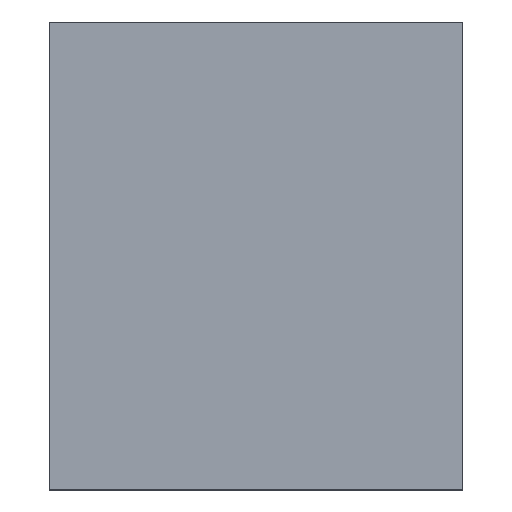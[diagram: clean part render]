
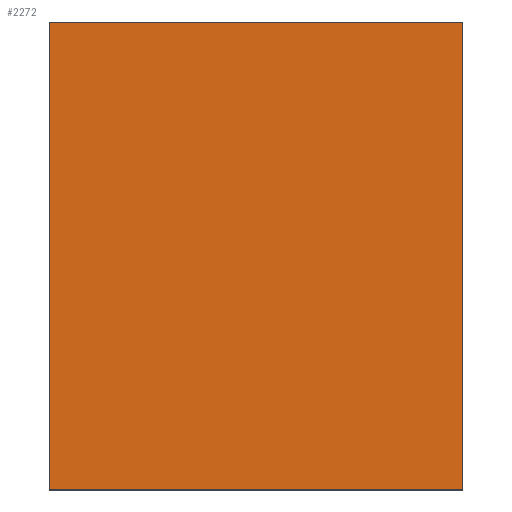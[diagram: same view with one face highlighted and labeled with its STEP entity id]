
A CAD part, top view. The second image highlights one B-rep face of the part: STEP entity #2272.
In plain terms, the highlighted planar face has unit normal (0, 0, 1).
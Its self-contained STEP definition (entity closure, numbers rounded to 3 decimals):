
#1958 = VERTEX_POINT('',#1959);
#1959 = CARTESIAN_POINT('',(-5.65,6.4,0.55));
#1966 = PLANE('',#1967);
#1967 = AXIS2_PLACEMENT_3D('',#1968,#1969,#1970);
#1968 = CARTESIAN_POINT('',(-5.65,6.4,0.05));
#1969 = DIRECTION('',(0.,1.,0.));
#1970 = DIRECTION('',(1.,0.,0.));
#1978 = PLANE('',#1979);
#1979 = AXIS2_PLACEMENT_3D('',#1980,#1981,#1982);
#1980 = CARTESIAN_POINT('',(-5.65,-6.4,0.05));
#1981 = DIRECTION('',(-1.,0.,0.));
#1982 = DIRECTION('',(0.,1.,0.));
#1990 = EDGE_CURVE('',#1958,#1991,#1993,.T.);
#1991 = VERTEX_POINT('',#1992);
#1992 = CARTESIAN_POINT('',(5.65,6.4,0.55));
#1993 = SURFACE_CURVE('',#1994,(#1998,#2005),.PCURVE_S1.);
#1994 = LINE('',#1995,#1996);
#1995 = CARTESIAN_POINT('',(-5.65,6.4,0.55));
#1996 = VECTOR('',#1997,1.);
#1997 = DIRECTION('',(1.,0.,0.));
#1998 = PCURVE('',#1966,#1999);
#1999 = DEFINITIONAL_REPRESENTATION('',(#2000),#2004);
#2000 = LINE('',#2001,#2002);
#2001 = CARTESIAN_POINT('',(0.,-0.5));
#2002 = VECTOR('',#2003,1.);
#2003 = DIRECTION('',(1.,0.));
#2004 = ( GEOMETRIC_REPRESENTATION_CONTEXT(2) 
PARAMETRIC_REPRESENTATION_CONTEXT() REPRESENTATION_CONTEXT('2D SPACE',''
  ) );
#2005 = PCURVE('',#2006,#2011);
#2006 = PLANE('',#2007);
#2007 = AXIS2_PLACEMENT_3D('',#2008,#2009,#2010);
#2008 = CARTESIAN_POINT('',(0.,0.,0.55));
#2009 = DIRECTION('',(-0.,-0.,-1.));
#2010 = DIRECTION('',(-1.,0.,0.));
#2011 = DEFINITIONAL_REPRESENTATION('',(#2012),#2016);
#2012 = LINE('',#2013,#2014);
#2013 = CARTESIAN_POINT('',(5.65,6.4));
#2014 = VECTOR('',#2015,1.);
#2015 = DIRECTION('',(-1.,0.));
#2016 = ( GEOMETRIC_REPRESENTATION_CONTEXT(2) 
PARAMETRIC_REPRESENTATION_CONTEXT() REPRESENTATION_CONTEXT('2D SPACE',''
  ) );
#2034 = PLANE('',#2035);
#2035 = AXIS2_PLACEMENT_3D('',#2036,#2037,#2038);
#2036 = CARTESIAN_POINT('',(5.65,6.4,0.05));
#2037 = DIRECTION('',(1.,0.,0.));
#2038 = DIRECTION('',(0.,-1.,0.));
#2076 = EDGE_CURVE('',#1991,#2077,#2079,.T.);
#2077 = VERTEX_POINT('',#2078);
#2078 = CARTESIAN_POINT('',(5.65,-6.4,0.55));
#2079 = SURFACE_CURVE('',#2080,(#2084,#2091),.PCURVE_S1.);
#2080 = LINE('',#2081,#2082);
#2081 = CARTESIAN_POINT('',(5.65,6.4,0.55));
#2082 = VECTOR('',#2083,1.);
#2083 = DIRECTION('',(0.,-1.,0.));
#2084 = PCURVE('',#2034,#2085);
#2085 = DEFINITIONAL_REPRESENTATION('',(#2086),#2090);
#2086 = LINE('',#2087,#2088);
#2087 = CARTESIAN_POINT('',(0.,-0.5));
#2088 = VECTOR('',#2089,1.);
#2089 = DIRECTION('',(1.,0.));
#2090 = ( GEOMETRIC_REPRESENTATION_CONTEXT(2) 
PARAMETRIC_REPRESENTATION_CONTEXT() REPRESENTATION_CONTEXT('2D SPACE',''
  ) );
#2091 = PCURVE('',#2006,#2092);
#2092 = DEFINITIONAL_REPRESENTATION('',(#2093),#2097);
#2093 = LINE('',#2094,#2095);
#2094 = CARTESIAN_POINT('',(-5.65,6.4));
#2095 = VECTOR('',#2096,1.);
#2096 = DIRECTION('',(0.,-1.));
#2097 = ( GEOMETRIC_REPRESENTATION_CONTEXT(2) 
PARAMETRIC_REPRESENTATION_CONTEXT() REPRESENTATION_CONTEXT('2D SPACE',''
  ) );
#2115 = PLANE('',#2116);
#2116 = AXIS2_PLACEMENT_3D('',#2117,#2118,#2119);
#2117 = CARTESIAN_POINT('',(5.65,-6.4,0.05));
#2118 = DIRECTION('',(0.,-1.,0.));
#2119 = DIRECTION('',(-1.,0.,0.));
#2152 = EDGE_CURVE('',#2077,#2153,#2155,.T.);
#2153 = VERTEX_POINT('',#2154);
#2154 = CARTESIAN_POINT('',(-5.65,-6.4,0.55));
#2155 = SURFACE_CURVE('',#2156,(#2160,#2167),.PCURVE_S1.);
#2156 = LINE('',#2157,#2158);
#2157 = CARTESIAN_POINT('',(5.65,-6.4,0.55));
#2158 = VECTOR('',#2159,1.);
#2159 = DIRECTION('',(-1.,0.,0.));
#2160 = PCURVE('',#2115,#2161);
#2161 = DEFINITIONAL_REPRESENTATION('',(#2162),#2166);
#2162 = LINE('',#2163,#2164);
#2163 = CARTESIAN_POINT('',(0.,-0.5));
#2164 = VECTOR('',#2165,1.);
#2165 = DIRECTION('',(1.,0.));
#2166 = ( GEOMETRIC_REPRESENTATION_CONTEXT(2) 
PARAMETRIC_REPRESENTATION_CONTEXT() REPRESENTATION_CONTEXT('2D SPACE',''
  ) );
#2167 = PCURVE('',#2006,#2168);
#2168 = DEFINITIONAL_REPRESENTATION('',(#2169),#2173);
#2169 = LINE('',#2170,#2171);
#2170 = CARTESIAN_POINT('',(-5.65,-6.4));
#2171 = VECTOR('',#2172,1.);
#2172 = DIRECTION('',(1.,0.));
#2173 = ( GEOMETRIC_REPRESENTATION_CONTEXT(2) 
PARAMETRIC_REPRESENTATION_CONTEXT() REPRESENTATION_CONTEXT('2D SPACE',''
  ) );
#2223 = EDGE_CURVE('',#2153,#1958,#2224,.T.);
#2224 = SURFACE_CURVE('',#2225,(#2229,#2236),.PCURVE_S1.);
#2225 = LINE('',#2226,#2227);
#2226 = CARTESIAN_POINT('',(-5.65,-6.4,0.55));
#2227 = VECTOR('',#2228,1.);
#2228 = DIRECTION('',(0.,1.,0.));
#2229 = PCURVE('',#1978,#2230);
#2230 = DEFINITIONAL_REPRESENTATION('',(#2231),#2235);
#2231 = LINE('',#2232,#2233);
#2232 = CARTESIAN_POINT('',(0.,-0.5));
#2233 = VECTOR('',#2234,1.);
#2234 = DIRECTION('',(1.,0.));
#2235 = ( GEOMETRIC_REPRESENTATION_CONTEXT(2) 
PARAMETRIC_REPRESENTATION_CONTEXT() REPRESENTATION_CONTEXT('2D SPACE',''
  ) );
#2236 = PCURVE('',#2006,#2237);
#2237 = DEFINITIONAL_REPRESENTATION('',(#2238),#2242);
#2238 = LINE('',#2239,#2240);
#2239 = CARTESIAN_POINT('',(5.65,-6.4));
#2240 = VECTOR('',#2241,1.);
#2241 = DIRECTION('',(0.,1.));
#2242 = ( GEOMETRIC_REPRESENTATION_CONTEXT(2) 
PARAMETRIC_REPRESENTATION_CONTEXT() REPRESENTATION_CONTEXT('2D SPACE',''
  ) );
#2272 = ADVANCED_FACE('',(#2273),#2006,.F.);
#2273 = FACE_BOUND('',#2274,.F.);
#2274 = EDGE_LOOP('',(#2275,#2276,#2277,#2278));
#2275 = ORIENTED_EDGE('',*,*,#1990,.T.);
#2276 = ORIENTED_EDGE('',*,*,#2076,.T.);
#2277 = ORIENTED_EDGE('',*,*,#2152,.T.);
#2278 = ORIENTED_EDGE('',*,*,#2223,.T.);
